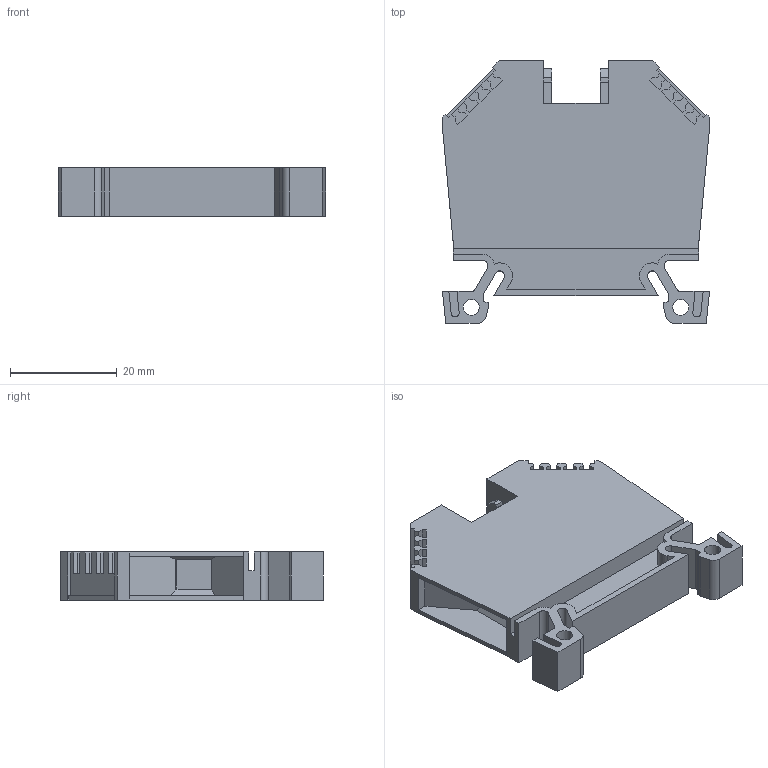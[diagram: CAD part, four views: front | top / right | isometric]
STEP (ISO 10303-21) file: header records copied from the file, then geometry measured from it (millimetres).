
FILE_DESCRIPTION (( 'STEP AP214' ), '1' );
FILE_NAME ('DN-T6B.STEP', '2018-05-01T14:10:32', ( '' ), ( '' ), 'SwSTEP 2.0', 'SolidWorks 2017', '' );
FILE_SCHEMA (( 'AUTOMOTIVE_DESIGN' ));
Length unit declared in the file: inch
Products named in the file (1): DN-T6B
Bounding box: 50.06 x 49.2 x 9 mm (x, y, z)
Volume: 12454.5 mm3; surface area: 8726.6 mm2
Topology: 1 solids, 4 shells, 282 faces, 791 edges, 524 vertices
Faces by surface type: plane 213, cylinder 33, torus 16, bspline 12, cone 8
Entity records: 13184 total; most frequent: CARTESIAN_POINT 2326, ORIENTED_EDGE 1582, DIRECTION 1411, EDGE_CURVE 791, VECTOR 641, LINE 641, VERTEX_POINT 524, AXIS2_PLACEMENT_3D 385
